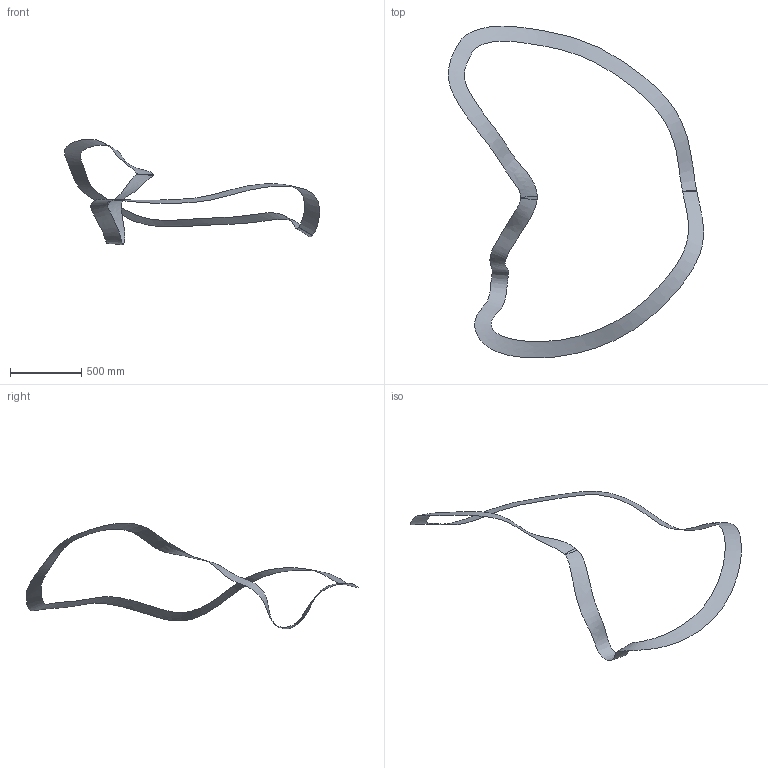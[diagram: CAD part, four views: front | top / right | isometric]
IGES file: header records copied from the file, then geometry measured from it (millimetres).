
Start section:  PTC IGES file: type_a_side_b_long.igs
Global section: file name: type_a_side_b_long.igs; native system: Pro/ENGINEER by Parametric Technology Corporation; preprocessor: 2005310; author: xdw; organization: Unknown; date: 060908.140104; units: inch
Bounding box: 1794.19 x 2333.93 x 742.72 mm (x, y, z)
Surface area: 850570.2 mm2 (no closed solid volume)
Topology: 0 solids, 0 shells, 4 faces, 16 edges, 16 vertices
Faces by surface type: bspline 4
